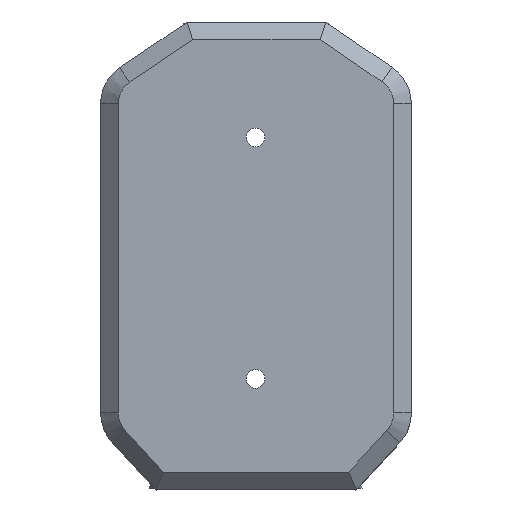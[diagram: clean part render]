
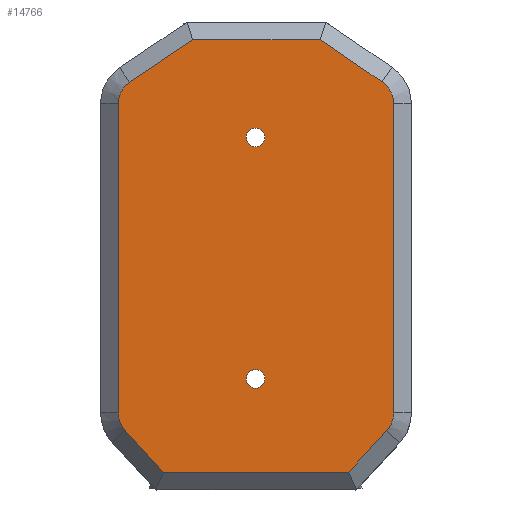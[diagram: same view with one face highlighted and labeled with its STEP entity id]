
A CAD part, top view. The second image highlights one B-rep face of the part: STEP entity #14766.
In plain terms, the highlighted planar face has unit normal (0, 0, 1).
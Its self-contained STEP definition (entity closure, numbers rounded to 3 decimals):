
#85=FACE_BOUND('',#3050,.T.);
#86=FACE_BOUND('',#3051,.T.);
#1373=CIRCLE('',#14838,4.2);
#1375=CIRCLE('',#14841,4.2);
#1418=CIRCLE('',#15220,11.5);
#1420=CIRCLE('',#15224,11.5);
#1422=CIRCLE('',#15228,11.9);
#1423=CIRCLE('',#15229,11.9);
#2195=FACE_OUTER_BOUND('',#3049,.T.);
#3049=EDGE_LOOP('',(#13523,#13524,#13525,#13526,#13527,#13528,#13529,#13530,
#13531,#13532,#13533,#13534));
#3050=EDGE_LOOP('',(#13535));
#3051=EDGE_LOOP('',(#13536));
#4327=LINE('',#29091,#5611);
#4330=LINE('',#29102,#5614);
#4334=LINE('',#29112,#5618);
#4335=LINE('',#29115,#5619);
#4336=LINE('',#29117,#5620);
#4337=LINE('',#29121,#5621);
#4338=LINE('',#29125,#5622);
#4339=LINE('',#29126,#5623);
#5611=VECTOR('',#17331,10.);
#5614=VECTOR('',#17342,10.);
#5618=VECTOR('',#17354,10.);
#5619=VECTOR('',#17357,10.);
#5620=VECTOR('',#17358,10.);
#5621=VECTOR('',#17361,10.);
#5622=VECTOR('',#17364,10.);
#5623=VECTOR('',#17365,10.);
#5724=VERTEX_POINT('',#17677);
#5726=VERTEX_POINT('',#17683);
#7077=VERTEX_POINT('',#29087);
#7078=VERTEX_POINT('',#29089);
#7080=VERTEX_POINT('',#29094);
#7082=VERTEX_POINT('',#29100);
#7083=VERTEX_POINT('',#29105);
#7084=VERTEX_POINT('',#29110);
#7085=VERTEX_POINT('',#29114);
#7086=VERTEX_POINT('',#29116);
#7087=VERTEX_POINT('',#29118);
#7088=VERTEX_POINT('',#29120);
#7089=VERTEX_POINT('',#29122);
#7090=VERTEX_POINT('',#29124);
#7189=EDGE_CURVE('',#5724,#5724,#1373,.T.);
#7192=EDGE_CURVE('',#5726,#5726,#1375,.T.);
#9235=EDGE_CURVE('',#7078,#7077,#4327,.T.);
#9237=EDGE_CURVE('',#7080,#7078,#1418,.T.);
#9240=EDGE_CURVE('',#7082,#7080,#4330,.T.);
#9243=EDGE_CURVE('',#7083,#7082,#1420,.T.);
#9246=EDGE_CURVE('',#7084,#7083,#4334,.T.);
#9247=EDGE_CURVE('',#7085,#7084,#4335,.T.);
#9248=EDGE_CURVE('',#7086,#7085,#4336,.T.);
#9249=EDGE_CURVE('',#7087,#7086,#1422,.T.);
#9250=EDGE_CURVE('',#7088,#7087,#4337,.T.);
#9251=EDGE_CURVE('',#7089,#7088,#1423,.T.);
#9252=EDGE_CURVE('',#7090,#7089,#4338,.T.);
#9253=EDGE_CURVE('',#7077,#7090,#4339,.T.);
#13523=ORIENTED_EDGE('',*,*,#9235,.F.);
#13524=ORIENTED_EDGE('',*,*,#9237,.F.);
#13525=ORIENTED_EDGE('',*,*,#9240,.F.);
#13526=ORIENTED_EDGE('',*,*,#9243,.F.);
#13527=ORIENTED_EDGE('',*,*,#9246,.F.);
#13528=ORIENTED_EDGE('',*,*,#9247,.F.);
#13529=ORIENTED_EDGE('',*,*,#9248,.F.);
#13530=ORIENTED_EDGE('',*,*,#9249,.F.);
#13531=ORIENTED_EDGE('',*,*,#9250,.F.);
#13532=ORIENTED_EDGE('',*,*,#9251,.F.);
#13533=ORIENTED_EDGE('',*,*,#9252,.F.);
#13534=ORIENTED_EDGE('',*,*,#9253,.F.);
#13535=ORIENTED_EDGE('',*,*,#7189,.T.);
#13536=ORIENTED_EDGE('',*,*,#7192,.T.);
#13982=PLANE('',#15227);
#14766=ADVANCED_FACE('',(#2195,#85,#86),#13982,.F.);
#14838=AXIS2_PLACEMENT_3D('',#17679,#15400,#15401);
#14841=AXIS2_PLACEMENT_3D('',#17685,#15407,#15408);
#15220=AXIS2_PLACEMENT_3D('',#29096,#17335,#17336);
#15224=AXIS2_PLACEMENT_3D('',#29107,#17347,#17348);
#15227=AXIS2_PLACEMENT_3D('',#29113,#17355,#17356);
#15228=AXIS2_PLACEMENT_3D('',#29119,#17359,#17360);
#15229=AXIS2_PLACEMENT_3D('',#29123,#17362,#17363);
#15400=DIRECTION('center_axis',(0.,0.,
-1.));
#15401=DIRECTION('ref_axis',(1.,0.,0.));
#15407=DIRECTION('center_axis',(0.,0.,
-1.));
#15408=DIRECTION('ref_axis',(1.,0.,0.));
#17331=DIRECTION('',(0.828,0.56,0.));
#17335=DIRECTION('center_axis',(0.,0.,
-1.));
#17336=DIRECTION('ref_axis',(-1.,0.,0.));
#17342=DIRECTION('',(0.,1.,0.));
#17347=DIRECTION('center_axis',(0.,0.,
-1.));
#17348=DIRECTION('ref_axis',(-0.737,-0.676,0.));
#17354=DIRECTION('',(-0.676,0.737,0.));
#17355=DIRECTION('center_axis',(0.,0.,
-1.));
#17356=DIRECTION('ref_axis',(-1.,0.,0.));
#17357=DIRECTION('',(-1.,0.,0.));
#17358=DIRECTION('',(-0.676,-0.737,0.));
#17359=DIRECTION('center_axis',(0.,0.,
-1.));
#17360=DIRECTION('ref_axis',(1.,0.,0.));
#17361=DIRECTION('',(0.,-1.,0.));
#17362=DIRECTION('center_axis',(0.,0.,
-1.));
#17363=DIRECTION('ref_axis',(0.564,0.825,0.));
#17364=DIRECTION('',(0.825,-0.564,0.));
#17365=DIRECTION('',(1.,0.,0.));
#17677=CARTESIAN_POINT('',(0.347,90.875,59.55));
#17679=CARTESIAN_POINT('Origin',(4.547,90.875,59.55));
#17683=CARTESIAN_POINT('',(0.345,200.05,59.55));
#17685=CARTESIAN_POINT('Origin',(4.545,200.05,59.55));
#29087=CARTESIAN_POINT('',(-23.9,244.193,59.55));
#29089=CARTESIAN_POINT('',(-52.4,224.91,59.55));
#29091=CARTESIAN_POINT('',(-34.584,236.965,59.55));
#29094=CARTESIAN_POINT('',(-57.455,215.385,59.55));
#29096=CARTESIAN_POINT('Origin',(-45.955,215.385,59.55));
#29100=CARTESIAN_POINT('',(-57.455,75.5,59.55));
#29102=CARTESIAN_POINT('',(-57.455,180.925,59.55));
#29105=CARTESIAN_POINT('',(-54.434,67.731,59.55));
#29107=CARTESIAN_POINT('Origin',(-45.955,75.5,59.55));
#29110=CARTESIAN_POINT('',(-37.028,48.736,59.55));
#29112=CARTESIAN_POINT('',(-60.583,74.441,59.55));
#29113=CARTESIAN_POINT('Origin',(4.545,146.465,59.55));
#29114=CARTESIAN_POINT('',(46.661,48.736,59.55));
#29115=CARTESIAN_POINT('',(-16.645,48.736,59.55));
#29116=CARTESIAN_POINT('',(63.819,67.461,59.55));
#29117=CARTESIAN_POINT('',(59.457,62.7,59.55));
#29118=CARTESIAN_POINT('',(66.945,75.5,59.55));
#29119=CARTESIAN_POINT('Origin',(55.045,75.5,59.55));
#29120=CARTESIAN_POINT('',(66.945,215.238,59.55));
#29121=CARTESIAN_POINT('',(66.945,110.982,59.55));
#29122=CARTESIAN_POINT('',(61.761,225.061,59.55));
#29123=CARTESIAN_POINT('Origin',(55.045,215.238,59.55));
#29124=CARTESIAN_POINT('',(33.779,244.193,59.55));
#29125=CARTESIAN_POINT('',(60.576,225.872,59.55));
#29126=CARTESIAN_POINT('',(18.273,244.193,59.55));
